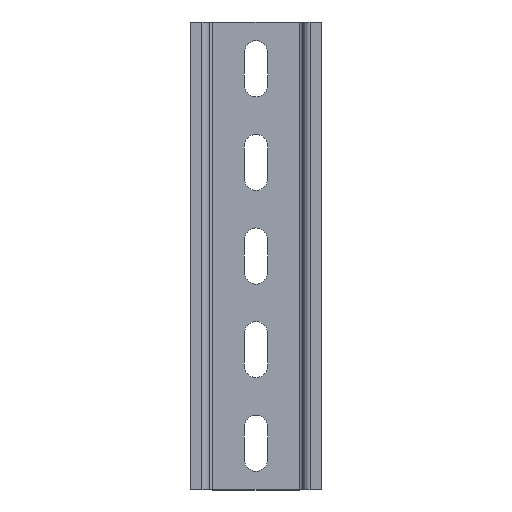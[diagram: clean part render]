
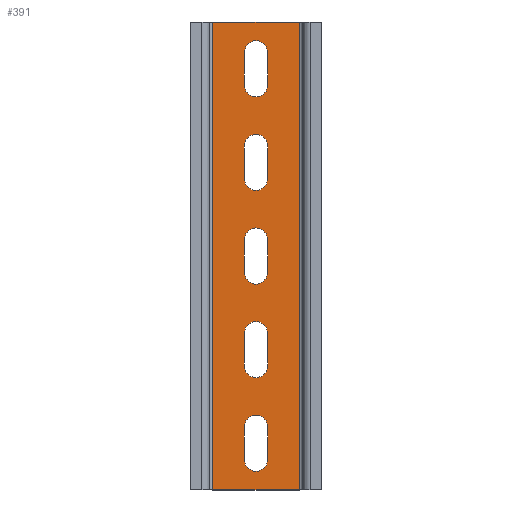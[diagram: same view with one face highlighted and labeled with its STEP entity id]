
A CAD part, top view. The second image highlights one B-rep face of the part: STEP entity #391.
In plain terms, the highlighted planar face has unit normal (0, 0, 1).
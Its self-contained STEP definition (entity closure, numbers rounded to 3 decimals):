
#166 = VERTEX_POINT('',#167);
#167 = CARTESIAN_POINT('',(11.5,112.5,1.));
#174 = EDGE_CURVE('',#166,#175,#177,.T.);
#175 = VERTEX_POINT('',#176);
#176 = CARTESIAN_POINT('',(-11.5,112.5,1.));
#177 = LINE('',#178,#179);
#178 = CARTESIAN_POINT('',(11.5,112.5,1.));
#179 = VECTOR('',#180,1.);
#180 = DIRECTION('',(-1.,0.,0.));
#364 = VERTEX_POINT('',#365);
#365 = CARTESIAN_POINT('',(11.5,-12.5,1.));
#372 = EDGE_CURVE('',#364,#373,#375,.T.);
#373 = VERTEX_POINT('',#374);
#374 = CARTESIAN_POINT('',(-11.5,-12.5,1.));
#375 = LINE('',#376,#377);
#376 = CARTESIAN_POINT('',(11.5,-12.5,1.));
#377 = VECTOR('',#378,1.);
#378 = DIRECTION('',(-1.,0.,0.));
#391 = ADVANCED_FACE('',(#392,#408,#444,#480,#516,#552),#588,.T.);
#392 = FACE_BOUND('',#393,.T.);
#393 = EDGE_LOOP('',(#394,#400,#401,#407));
#394 = ORIENTED_EDGE('',*,*,#395,.F.);
#395 = EDGE_CURVE('',#166,#364,#396,.T.);
#396 = LINE('',#397,#398);
#397 = CARTESIAN_POINT('',(11.5,12.5,1.));
#398 = VECTOR('',#399,1.);
#399 = DIRECTION('',(0.,-1.,0.));
#400 = ORIENTED_EDGE('',*,*,#174,.T.);
#401 = ORIENTED_EDGE('',*,*,#402,.T.);
#402 = EDGE_CURVE('',#175,#373,#403,.T.);
#403 = LINE('',#404,#405);
#404 = CARTESIAN_POINT('',(-11.5,112.5,1.));
#405 = VECTOR('',#406,1.);
#406 = DIRECTION('',(0.,-1.,0.));
#407 = ORIENTED_EDGE('',*,*,#372,.F.);
#408 = FACE_BOUND('',#409,.T.);
#409 = EDGE_LOOP('',(#410,#421,#429,#438));
#410 = ORIENTED_EDGE('',*,*,#411,.T.);
#411 = EDGE_CURVE('',#412,#414,#416,.T.);
#412 = VERTEX_POINT('',#413);
#413 = CARTESIAN_POINT('',(-3.1,4.4,1.));
#414 = VERTEX_POINT('',#415);
#415 = CARTESIAN_POINT('',(3.1,4.4,1.));
#416 = CIRCLE('',#417,3.1);
#417 = AXIS2_PLACEMENT_3D('',#418,#419,#420);
#418 = CARTESIAN_POINT('',(0.,4.4,1.));
#419 = DIRECTION('',(0.,0.,-1.));
#420 = DIRECTION('',(1.,0.,0.));
#421 = ORIENTED_EDGE('',*,*,#422,.F.);
#422 = EDGE_CURVE('',#423,#414,#425,.T.);
#423 = VERTEX_POINT('',#424);
#424 = CARTESIAN_POINT('',(3.1,-4.4,1.));
#425 = LINE('',#426,#427);
#426 = CARTESIAN_POINT('',(3.1,4.05,1.));
#427 = VECTOR('',#428,1.);
#428 = DIRECTION('',(0.,1.,0.));
#429 = ORIENTED_EDGE('',*,*,#430,.T.);
#430 = EDGE_CURVE('',#423,#431,#433,.T.);
#431 = VERTEX_POINT('',#432);
#432 = CARTESIAN_POINT('',(-3.1,-4.4,1.));
#433 = CIRCLE('',#434,3.1);
#434 = AXIS2_PLACEMENT_3D('',#435,#436,#437);
#435 = CARTESIAN_POINT('',(0.,-4.4,1.));
#436 = DIRECTION('',(0.,0.,-1.));
#437 = DIRECTION('',(1.,0.,0.));
#438 = ORIENTED_EDGE('',*,*,#439,.F.);
#439 = EDGE_CURVE('',#412,#431,#440,.T.);
#440 = LINE('',#441,#442);
#441 = CARTESIAN_POINT('',(-3.1,8.45,1.));
#442 = VECTOR('',#443,1.);
#443 = DIRECTION('',(0.,-1.,0.));
#444 = FACE_BOUND('',#445,.T.);
#445 = EDGE_LOOP('',(#446,#457,#465,#474));
#446 = ORIENTED_EDGE('',*,*,#447,.T.);
#447 = EDGE_CURVE('',#448,#450,#452,.T.);
#448 = VERTEX_POINT('',#449);
#449 = CARTESIAN_POINT('',(-3.1,29.4,1.));
#450 = VERTEX_POINT('',#451);
#451 = CARTESIAN_POINT('',(3.1,29.4,1.));
#452 = CIRCLE('',#453,3.1);
#453 = AXIS2_PLACEMENT_3D('',#454,#455,#456);
#454 = CARTESIAN_POINT('',(0.,29.4,1.));
#455 = DIRECTION('',(0.,0.,-1.));
#456 = DIRECTION('',(1.,0.,0.));
#457 = ORIENTED_EDGE('',*,*,#458,.F.);
#458 = EDGE_CURVE('',#459,#450,#461,.T.);
#459 = VERTEX_POINT('',#460);
#460 = CARTESIAN_POINT('',(3.1,20.6,1.));
#461 = LINE('',#462,#463);
#462 = CARTESIAN_POINT('',(3.1,29.05,1.));
#463 = VECTOR('',#464,1.);
#464 = DIRECTION('',(0.,1.,0.));
#465 = ORIENTED_EDGE('',*,*,#466,.T.);
#466 = EDGE_CURVE('',#459,#467,#469,.T.);
#467 = VERTEX_POINT('',#468);
#468 = CARTESIAN_POINT('',(-3.1,20.6,1.));
#469 = CIRCLE('',#470,3.1);
#470 = AXIS2_PLACEMENT_3D('',#471,#472,#473);
#471 = CARTESIAN_POINT('',(0.,20.6,1.));
#472 = DIRECTION('',(0.,0.,-1.));
#473 = DIRECTION('',(1.,0.,0.));
#474 = ORIENTED_EDGE('',*,*,#475,.F.);
#475 = EDGE_CURVE('',#448,#467,#476,.T.);
#476 = LINE('',#477,#478);
#477 = CARTESIAN_POINT('',(-3.1,33.45,1.));
#478 = VECTOR('',#479,1.);
#479 = DIRECTION('',(0.,-1.,0.));
#480 = FACE_BOUND('',#481,.T.);
#481 = EDGE_LOOP('',(#482,#493,#501,#510));
#482 = ORIENTED_EDGE('',*,*,#483,.T.);
#483 = EDGE_CURVE('',#484,#486,#488,.T.);
#484 = VERTEX_POINT('',#485);
#485 = CARTESIAN_POINT('',(-3.1,54.4,1.));
#486 = VERTEX_POINT('',#487);
#487 = CARTESIAN_POINT('',(3.1,54.4,1.));
#488 = CIRCLE('',#489,3.1);
#489 = AXIS2_PLACEMENT_3D('',#490,#491,#492);
#490 = CARTESIAN_POINT('',(0.,54.4,1.));
#491 = DIRECTION('',(0.,0.,-1.));
#492 = DIRECTION('',(1.,0.,0.));
#493 = ORIENTED_EDGE('',*,*,#494,.F.);
#494 = EDGE_CURVE('',#495,#486,#497,.T.);
#495 = VERTEX_POINT('',#496);
#496 = CARTESIAN_POINT('',(3.1,45.6,1.));
#497 = LINE('',#498,#499);
#498 = CARTESIAN_POINT('',(3.1,54.05,1.));
#499 = VECTOR('',#500,1.);
#500 = DIRECTION('',(0.,1.,0.));
#501 = ORIENTED_EDGE('',*,*,#502,.T.);
#502 = EDGE_CURVE('',#495,#503,#505,.T.);
#503 = VERTEX_POINT('',#504);
#504 = CARTESIAN_POINT('',(-3.1,45.6,1.));
#505 = CIRCLE('',#506,3.1);
#506 = AXIS2_PLACEMENT_3D('',#507,#508,#509);
#507 = CARTESIAN_POINT('',(0.,45.6,1.));
#508 = DIRECTION('',(0.,0.,-1.));
#509 = DIRECTION('',(1.,0.,0.));
#510 = ORIENTED_EDGE('',*,*,#511,.F.);
#511 = EDGE_CURVE('',#484,#503,#512,.T.);
#512 = LINE('',#513,#514);
#513 = CARTESIAN_POINT('',(-3.1,58.45,1.));
#514 = VECTOR('',#515,1.);
#515 = DIRECTION('',(0.,-1.,0.));
#516 = FACE_BOUND('',#517,.T.);
#517 = EDGE_LOOP('',(#518,#529,#537,#546));
#518 = ORIENTED_EDGE('',*,*,#519,.T.);
#519 = EDGE_CURVE('',#520,#522,#524,.T.);
#520 = VERTEX_POINT('',#521);
#521 = CARTESIAN_POINT('',(-3.1,79.4,1.));
#522 = VERTEX_POINT('',#523);
#523 = CARTESIAN_POINT('',(3.1,79.4,1.));
#524 = CIRCLE('',#525,3.1);
#525 = AXIS2_PLACEMENT_3D('',#526,#527,#528);
#526 = CARTESIAN_POINT('',(0.,79.4,1.));
#527 = DIRECTION('',(0.,0.,-1.));
#528 = DIRECTION('',(1.,0.,0.));
#529 = ORIENTED_EDGE('',*,*,#530,.F.);
#530 = EDGE_CURVE('',#531,#522,#533,.T.);
#531 = VERTEX_POINT('',#532);
#532 = CARTESIAN_POINT('',(3.1,70.6,1.));
#533 = LINE('',#534,#535);
#534 = CARTESIAN_POINT('',(3.1,79.05,1.));
#535 = VECTOR('',#536,1.);
#536 = DIRECTION('',(0.,1.,0.));
#537 = ORIENTED_EDGE('',*,*,#538,.T.);
#538 = EDGE_CURVE('',#531,#539,#541,.T.);
#539 = VERTEX_POINT('',#540);
#540 = CARTESIAN_POINT('',(-3.1,70.6,1.));
#541 = CIRCLE('',#542,3.1);
#542 = AXIS2_PLACEMENT_3D('',#543,#544,#545);
#543 = CARTESIAN_POINT('',(0.,70.6,1.));
#544 = DIRECTION('',(0.,0.,-1.));
#545 = DIRECTION('',(1.,0.,0.));
#546 = ORIENTED_EDGE('',*,*,#547,.F.);
#547 = EDGE_CURVE('',#520,#539,#548,.T.);
#548 = LINE('',#549,#550);
#549 = CARTESIAN_POINT('',(-3.1,83.45,1.));
#550 = VECTOR('',#551,1.);
#551 = DIRECTION('',(0.,-1.,0.));
#552 = FACE_BOUND('',#553,.T.);
#553 = EDGE_LOOP('',(#554,#565,#573,#582));
#554 = ORIENTED_EDGE('',*,*,#555,.T.);
#555 = EDGE_CURVE('',#556,#558,#560,.T.);
#556 = VERTEX_POINT('',#557);
#557 = CARTESIAN_POINT('',(-3.1,104.4,1.));
#558 = VERTEX_POINT('',#559);
#559 = CARTESIAN_POINT('',(3.1,104.4,1.));
#560 = CIRCLE('',#561,3.1);
#561 = AXIS2_PLACEMENT_3D('',#562,#563,#564);
#562 = CARTESIAN_POINT('',(0.,104.4,1.));
#563 = DIRECTION('',(0.,0.,-1.));
#564 = DIRECTION('',(1.,0.,0.));
#565 = ORIENTED_EDGE('',*,*,#566,.F.);
#566 = EDGE_CURVE('',#567,#558,#569,.T.);
#567 = VERTEX_POINT('',#568);
#568 = CARTESIAN_POINT('',(3.1,95.6,1.));
#569 = LINE('',#570,#571);
#570 = CARTESIAN_POINT('',(3.1,104.05,1.));
#571 = VECTOR('',#572,1.);
#572 = DIRECTION('',(0.,1.,0.));
#573 = ORIENTED_EDGE('',*,*,#574,.T.);
#574 = EDGE_CURVE('',#567,#575,#577,.T.);
#575 = VERTEX_POINT('',#576);
#576 = CARTESIAN_POINT('',(-3.1,95.6,1.));
#577 = CIRCLE('',#578,3.1);
#578 = AXIS2_PLACEMENT_3D('',#579,#580,#581);
#579 = CARTESIAN_POINT('',(0.,95.6,1.));
#580 = DIRECTION('',(0.,0.,-1.));
#581 = DIRECTION('',(1.,0.,0.));
#582 = ORIENTED_EDGE('',*,*,#583,.F.);
#583 = EDGE_CURVE('',#556,#575,#584,.T.);
#584 = LINE('',#585,#586);
#585 = CARTESIAN_POINT('',(-3.1,108.45,1.));
#586 = VECTOR('',#587,1.);
#587 = DIRECTION('',(0.,-1.,0.));
#588 = PLANE('',#589);
#589 = AXIS2_PLACEMENT_3D('',#590,#591,#592);
#590 = CARTESIAN_POINT('',(0.,50.,1.));
#591 = DIRECTION('',(0.,0.,1.));
#592 = DIRECTION('',(0.,-1.,0.));
